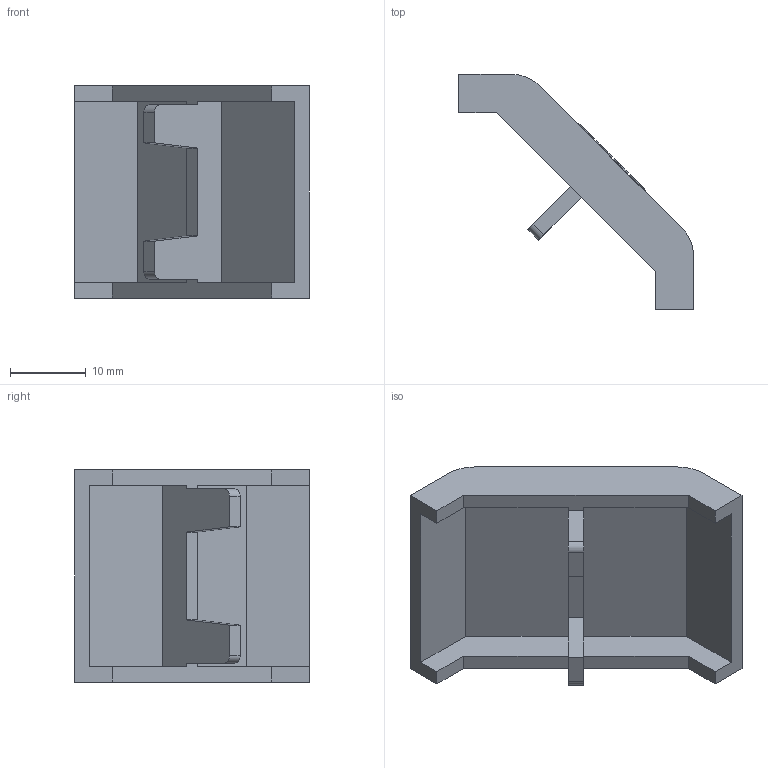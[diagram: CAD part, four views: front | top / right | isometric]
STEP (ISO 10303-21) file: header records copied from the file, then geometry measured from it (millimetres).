
FILE_DESCRIPTION((''),'2;1');
FILE_NAME('AR3430.stp','2016-10-03T10:39:21',('Konstruktor II'),(''),'Autodesk Inventor 2013','Autodesk Inventor 2013','');
FILE_SCHEMA(('AUTOMOTIVE_DESIGN { 1 0 10303 214 1 1 1 1 }'));
Length unit declared in the file: millimetre
Products named in the file (1): AR3430
Bounding box: 31 x 31 x 28 mm (x, y, z)
Volume: 3713.6 mm3; surface area: 4084.7 mm2
Topology: 1 solids, 1 shells, 94 faces, 255 edges, 170 vertices
Faces by surface type: plane 83, bspline 7, cylinder 4
Entity records: 2975 total; most frequent: CARTESIAN_POINT 611, ORIENTED_EDGE 510, DIRECTION 425, EDGE_CURVE 255, VECTOR 233, LINE 233, VERTEX_POINT 170, EDGE_LOOP 101
